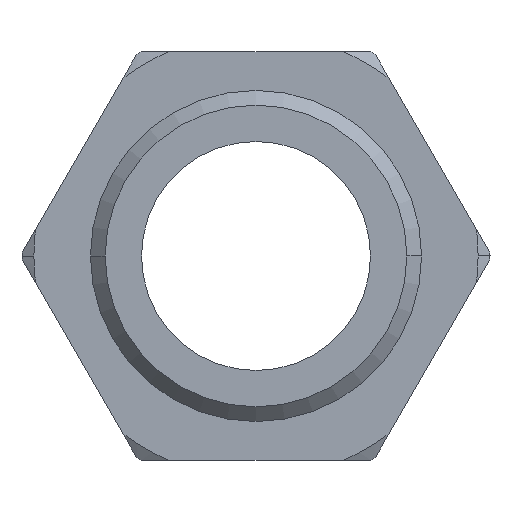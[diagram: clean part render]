
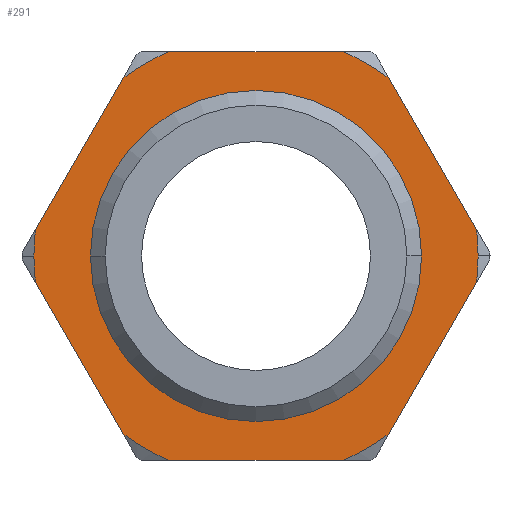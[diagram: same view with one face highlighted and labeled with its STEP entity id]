
A CAD part, left-side view. The second image highlights one B-rep face of the part: STEP entity #291.
In plain terms, the highlighted planar face has unit normal (-1, 0, 0).
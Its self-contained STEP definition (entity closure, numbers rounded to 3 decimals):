
#291 = ADVANCED_FACE( '', ( #804, #805 ), #806, .T. );
#323 = VERTEX_POINT( '', #840 );
#337 = VERTEX_POINT( '', #856 );
#351 = VERTEX_POINT( '', #872 );
#365 = EDGE_CURVE( '', #491, #507, #886, .T. );
#375 = VERTEX_POINT( '', #896 );
#383 = EDGE_CURVE( '', #435, #597, #905, .T. );
#397 = VERTEX_POINT( '', #920 );
#421 = VERTEX_POINT( '', #946 );
#435 = VERTEX_POINT( '', #964 );
#471 = EDGE_CURVE( '', #493, #721, #1002, .T. );
#475 = EDGE_CURVE( '', #323, #757, #1006, .T. );
#491 = VERTEX_POINT( '', #1027 );
#493 = VERTEX_POINT( '', #1029 );
#507 = VERTEX_POINT( '', #1046 );
#529 = EDGE_CURVE( '', #375, #351, #1070, .T. );
#531 = VERTEX_POINT( '', #1072 );
#537 = EDGE_CURVE( '', #337, #491, #1079, .T. );
#575 = EDGE_CURVE( '', #757, #695, #1122, .T. );
#579 = EDGE_CURVE( '', #397, #421, #1126, .T. );
#597 = VERTEX_POINT( '', #1145 );
#605 = EDGE_CURVE( '', #735, #337, #1153, .T. );
#639 = EDGE_CURVE( '', #351, #375, #1193, .T. );
#647 = EDGE_CURVE( '', #421, #735, #1201, .T. );
#687 = EDGE_CURVE( '', #695, #435, #1248, .T. );
#695 = VERTEX_POINT( '', #1256 );
#697 = EDGE_CURVE( '', #597, #493, #1258, .T. );
#709 = EDGE_CURVE( '', #507, #531, #1271, .T. );
#721 = VERTEX_POINT( '', #1283 );
#727 = EDGE_CURVE( '', #721, #397, #1289, .T. );
#729 = EDGE_CURVE( '', #531, #323, #1291, .T. );
#735 = VERTEX_POINT( '', #1297 );
#757 = VERTEX_POINT( '', #1320 );
#804 = FACE_OUTER_BOUND( '', #1373, .T. );
#805 = FACE_BOUND( '', #1374, .T. );
#806 = PLANE( '', #1375 );
#840 = CARTESIAN_POINT( '', ( 19., -13.365, 17.851 ) );
#856 = CARTESIAN_POINT( '', ( 19., -13.365, -17.851 ) );
#872 = CARTESIAN_POINT( '', ( 19., 16.625, 0. ) );
#886 = CIRCLE( '', #1480, 22.3 );
#896 = CARTESIAN_POINT( '', ( 19., -16.625, 0. ) );
#905 = LINE( '', #1505, #1506 );
#920 = CARTESIAN_POINT( '', ( 19., 13.365, -17.851 ) );
#946 = CARTESIAN_POINT( '', ( 19., 8.777, -20.5 ) );
#964 = CARTESIAN_POINT( '', ( 19., 13.365, 17.851 ) );
#1002 = CIRCLE( '', #1675, 22.3 );
#1006 = CIRCLE( '', #1681, 22.3 );
#1027 = CARTESIAN_POINT( '', ( 19., -22.142, -2.649 ) );
#1029 = CARTESIAN_POINT( '', ( 19., 22.3, 0. ) );
#1046 = CARTESIAN_POINT( '', ( 19., -22.3, 0. ) );
#1070 = CIRCLE( '', #1780, 16.625 );
#1072 = CARTESIAN_POINT( '', ( 19., -22.142, 2.649 ) );
#1079 = LINE( '', #1791, #1792 );
#1122 = LINE( '', #1871, #1872 );
#1126 = CIRCLE( '', #1877, 22.3 );
#1145 = CARTESIAN_POINT( '', ( 19., 22.142, 2.649 ) );
#1153 = CIRCLE( '', #1934, 22.3 );
#1193 = CIRCLE( '', #1994, 16.625 );
#1201 = LINE( '', #2005, #2006 );
#1248 = CIRCLE( '', #2101, 22.3 );
#1256 = CARTESIAN_POINT( '', ( 19., 8.777, 20.5 ) );
#1258 = CIRCLE( '', #2114, 22.3 );
#1271 = CIRCLE( '', #2150, 22.3 );
#1283 = CARTESIAN_POINT( '', ( 19., 22.142, -2.649 ) );
#1289 = LINE( '', #2184, #2185 );
#1291 = LINE( '', #2188, #2189 );
#1297 = CARTESIAN_POINT( '', ( 19., -8.777, -20.5 ) );
#1320 = CARTESIAN_POINT( '', ( 19., -8.777, 20.5 ) );
#1373 = EDGE_LOOP( '', ( #2294, #2295, #2296, #2297, #2298, #2299, #2300, #2301, #2302, #2303, #2304, #2305, #2306, #2307 ) );
#1374 = EDGE_LOOP( '', ( #2308, #2309 ) );
#1375 = AXIS2_PLACEMENT_3D( '', #2310, #2311, #2312 );
#1480 = AXIS2_PLACEMENT_3D( '', #2399, #2400, #2401 );
#1505 = CARTESIAN_POINT( '', ( 19., 23.145, 0.911 ) );
#1506 = VECTOR( '', #2415, 1. );
#1675 = AXIS2_PLACEMENT_3D( '', #2519, #2520, #2521 );
#1681 = AXIS2_PLACEMENT_3D( '', #2525, #2526, #2527 );
#1780 = AXIS2_PLACEMENT_3D( '', #2603, #2604, #2605 );
#1791 = CARTESIAN_POINT( '', ( 19., -18.28, -9.339 ) );
#1792 = VECTOR( '', #2617, 1. );
#1871 = CARTESIAN_POINT( '', ( 19., 15.649, 20.5 ) );
#1872 = VECTOR( '', #2677, 1. );
#1877 = AXIS2_PLACEMENT_3D( '', #2678, #2679, #2680 );
#1934 = AXIS2_PLACEMENT_3D( '', #2701, #2702, #2703 );
#1994 = AXIS2_PLACEMENT_3D( '', #2768, #2769, #2770 );
#2005 = CARTESIAN_POINT( '', ( 19., 3.813, -20.5 ) );
#2006 = VECTOR( '', #2772, 1. );
#2101 = AXIS2_PLACEMENT_3D( '', #2831, #2832, #2833 );
#2114 = AXIS2_PLACEMENT_3D( '', #2840, #2841, #2842 );
#2150 = AXIS2_PLACEMENT_3D( '', #2852, #2853, #2854 );
#2184 = CARTESIAN_POINT( '', ( 19., 17.227, -11.161 ) );
#2185 = VECTOR( '', #2860, 1. );
#2188 = CARTESIAN_POINT( '', ( 19., -12.362, 19.589 ) );
#2189 = VECTOR( '', #2861, 1. );
#2294 = ORIENTED_EDGE( '', *, *, #575, .T. );
#2295 = ORIENTED_EDGE( '', *, *, #687, .T. );
#2296 = ORIENTED_EDGE( '', *, *, #383, .T. );
#2297 = ORIENTED_EDGE( '', *, *, #697, .T. );
#2298 = ORIENTED_EDGE( '', *, *, #471, .T. );
#2299 = ORIENTED_EDGE( '', *, *, #727, .T. );
#2300 = ORIENTED_EDGE( '', *, *, #579, .T. );
#2301 = ORIENTED_EDGE( '', *, *, #647, .T. );
#2302 = ORIENTED_EDGE( '', *, *, #605, .T. );
#2303 = ORIENTED_EDGE( '', *, *, #537, .T. );
#2304 = ORIENTED_EDGE( '', *, *, #365, .T. );
#2305 = ORIENTED_EDGE( '', *, *, #709, .T. );
#2306 = ORIENTED_EDGE( '', *, *, #729, .T. );
#2307 = ORIENTED_EDGE( '', *, *, #475, .T. );
#2308 = ORIENTED_EDGE( '', *, *, #639, .F. );
#2309 = ORIENTED_EDGE( '', *, *, #529, .F. );
#2310 = CARTESIAN_POINT( '', ( 19., 19.463, 0. ) );
#2311 = DIRECTION( '', ( -1., 0., 0. ) );
#2312 = DIRECTION( '', ( 0., 1., 0. ) );
#2399 = CARTESIAN_POINT( '', ( 19., 0., 0. ) );
#2400 = DIRECTION( '', ( -1., 0., 0. ) );
#2401 = DIRECTION( '', ( 0., 1., 0. ) );
#2415 = DIRECTION( '', ( 0., 0.5, -0.866 ) );
#2519 = CARTESIAN_POINT( '', ( 19., 0., 0. ) );
#2520 = DIRECTION( '', ( -1., 0., 0. ) );
#2521 = DIRECTION( '', ( 0., 1., 0. ) );
#2525 = CARTESIAN_POINT( '', ( 19., 0., 0. ) );
#2526 = DIRECTION( '', ( -1., 0., 0. ) );
#2527 = DIRECTION( '', ( 0., 1., 0. ) );
#2603 = CARTESIAN_POINT( '', ( 19., 0., 0. ) );
#2604 = DIRECTION( '', ( -1., 0., 0. ) );
#2605 = DIRECTION( '', ( 0., 1., 0. ) );
#2617 = DIRECTION( '', ( 0., -0.5, 0.866 ) );
#2677 = DIRECTION( '', ( 0., 1., 0. ) );
#2678 = CARTESIAN_POINT( '', ( 19., 0., 0. ) );
#2679 = DIRECTION( '', ( -1., 0., 0. ) );
#2680 = DIRECTION( '', ( 0., 1., 0. ) );
#2701 = CARTESIAN_POINT( '', ( 19., 0., 0. ) );
#2702 = DIRECTION( '', ( -1., 0., 0. ) );
#2703 = DIRECTION( '', ( 0., 1., 0. ) );
#2768 = CARTESIAN_POINT( '', ( 19., 0., 0. ) );
#2769 = DIRECTION( '', ( -1., 0., 0. ) );
#2770 = DIRECTION( '', ( 0., 1., 0. ) );
#2772 = DIRECTION( '', ( 0., -1., 0. ) );
#2831 = CARTESIAN_POINT( '', ( 19., 0., 0. ) );
#2832 = DIRECTION( '', ( -1., 0., 0. ) );
#2833 = DIRECTION( '', ( 0., 1., 0. ) );
#2840 = CARTESIAN_POINT( '', ( 19., 0., 0. ) );
#2841 = DIRECTION( '', ( -1., 0., 0. ) );
#2842 = DIRECTION( '', ( 0., 1., 0. ) );
#2852 = CARTESIAN_POINT( '', ( 19., 0., 0. ) );
#2853 = DIRECTION( '', ( -1., 0., 0. ) );
#2854 = DIRECTION( '', ( 0., 1., 0. ) );
#2860 = DIRECTION( '', ( 0., -0.5, -0.866 ) );
#2861 = DIRECTION( '', ( 0., 0.5, 0.866 ) );
